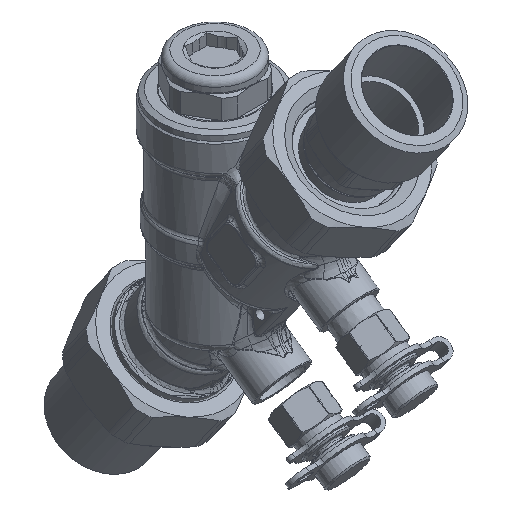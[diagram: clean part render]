
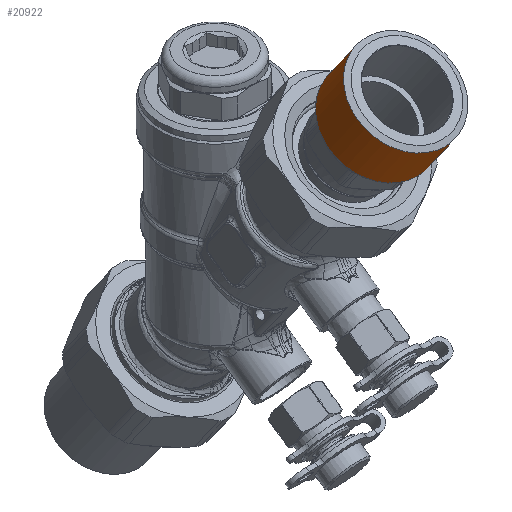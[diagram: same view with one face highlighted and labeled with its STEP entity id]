
A CAD part, isometric view. The second image highlights one B-rep face of the part: STEP entity #20922.
In plain terms, the highlighted cylindrical face has radius 16.4 mm (diameter 32.8 mm), a full revolution.
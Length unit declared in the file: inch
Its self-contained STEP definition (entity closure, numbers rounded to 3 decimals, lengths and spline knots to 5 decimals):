
#3868=FACE_OUTER_BOUND('',#5178,.T.);
#5178=EDGE_LOOP('',(#17284,#17285,#17286,#17287,#17288));
#6142=CIRCLE('',#22364,0.64567);
#6143=CIRCLE('',#22365,0.64567);
#6146=CIRCLE('',#22371,0.64567);
#6683=LINE('',#142339,#7162);
#7162=VECTOR('',#25498,0.64567);
#8801=VERTEX_POINT('',#142321);
#8802=VERTEX_POINT('',#142322);
#8805=VERTEX_POINT('',#142334);
#11670=EDGE_CURVE('',#8801,#8802,#6142,.T.);
#11671=EDGE_CURVE('',#8802,#8801,#6143,.T.);
#11676=EDGE_CURVE('',#8805,#8805,#6146,.T.);
#11678=EDGE_CURVE('',#8801,#8805,#6683,.T.);
#17284=ORIENTED_EDGE('',*,*,#11670,.T.);
#17285=ORIENTED_EDGE('',*,*,#11671,.T.);
#17286=ORIENTED_EDGE('',*,*,#11678,.T.);
#17287=ORIENTED_EDGE('',*,*,#11676,.T.);
#17288=ORIENTED_EDGE('',*,*,#11678,.F.);
#18537=CYLINDRICAL_SURFACE('',#22373,0.64567);
#20922=ADVANCED_FACE('',(#3868),#18537,.T.);
#22364=AXIS2_PLACEMENT_3D('',#142323,#25476,#25477);
#22365=AXIS2_PLACEMENT_3D('',#142324,#25478,#25479);
#22371=AXIS2_PLACEMENT_3D('',#142335,#25492,#25493);
#22373=AXIS2_PLACEMENT_3D('',#142338,#25496,#25497);
#25476=DIRECTION('center_axis',(0.,0.574,
-0.819));
#25477=DIRECTION('ref_axis',(1.,0.,0.));
#25478=DIRECTION('center_axis',(0.,0.574,
-0.819));
#25479=DIRECTION('ref_axis',(1.,0.,0.));
#25492=DIRECTION('center_axis',(0.,-0.574,
0.819));
#25493=DIRECTION('ref_axis',(1.,0.,0.));
#25496=DIRECTION('center_axis',(0.,-0.574,
0.819));
#25497=DIRECTION('ref_axis',(1.,0.,0.));
#25498=DIRECTION('',(0.,0.574,-0.819));
#142321=CARTESIAN_POINT('',(-0.64567,-2.5569,1.25186));
#142322=CARTESIAN_POINT('',(0.,-2.028,1.6222));
#142323=CARTESIAN_POINT('Origin',(0.,-2.5569,
1.25186));
#142324=CARTESIAN_POINT('Origin',(0.,-2.5569,
1.25186));
#142334=CARTESIAN_POINT('',(-0.64567,-2.18204,0.71651));
#142335=CARTESIAN_POINT('Origin',(0.,-2.18204,
0.71651));
#142338=CARTESIAN_POINT('Origin',(0.,-2.18204,
0.71651));
#142339=CARTESIAN_POINT('',(-0.64567,-2.18204,0.71651));
